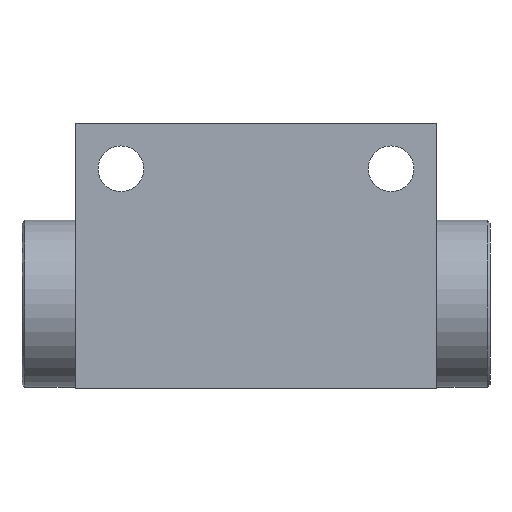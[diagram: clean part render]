
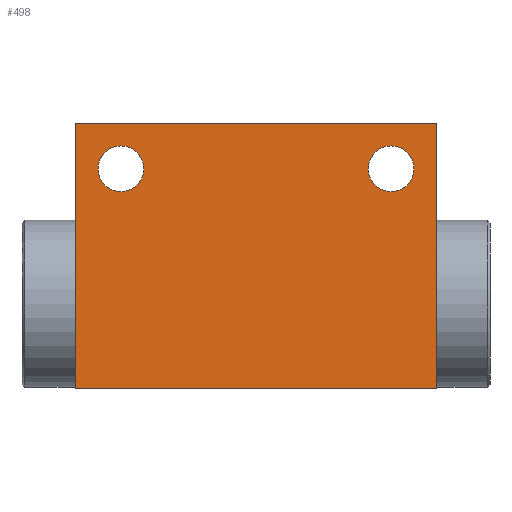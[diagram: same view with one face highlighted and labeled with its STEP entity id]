
A CAD part, front view. The second image highlights one B-rep face of the part: STEP entity #498.
In plain terms, the highlighted planar face has unit normal (0, -1, 0).
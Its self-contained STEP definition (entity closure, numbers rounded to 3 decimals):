
#22=LINE('',#687,#34);
#26=LINE('',#696,#38);
#29=LINE('',#702,#41);
#32=LINE('',#712,#44);
#34=VECTOR('',#585,1000.);
#38=VECTOR('',#591,1000.);
#41=VECTOR('',#596,1000.);
#44=VECTOR('',#605,1000.);
#51=PLANE('',#537);
#87=ORIENTED_EDGE('',*,*,#145,.T.);
#88=ORIENTED_EDGE('',*,*,#146,.T.);
#89=ORIENTED_EDGE('',*,*,#129,.T.);
#90=ORIENTED_EDGE('',*,*,#133,.T.);
#91=ORIENTED_EDGE('',*,*,#136,.T.);
#92=ORIENTED_EDGE('',*,*,#141,.T.);
#129=EDGE_CURVE('',#162,#163,#22,.T.);
#133=EDGE_CURVE('',#163,#166,#26,.T.);
#136=EDGE_CURVE('',#166,#168,#29,.T.);
#141=EDGE_CURVE('',#168,#162,#32,.T.);
#145=EDGE_CURVE('',#174,#174,#195,.T.);
#146=EDGE_CURVE('',#175,#175,#196,.T.);
#162=VERTEX_POINT('',#688);
#163=VERTEX_POINT('',#689);
#166=VERTEX_POINT('',#697);
#168=VERTEX_POINT('',#703);
#174=VERTEX_POINT('',#721);
#175=VERTEX_POINT('',#723);
#195=CIRCLE('',#538,2.15);
#196=CIRCLE('',#539,2.15);
#221=EDGE_LOOP('',(#87));
#222=EDGE_LOOP('',(#88));
#223=EDGE_LOOP('',(#89,#90,#91,#92));
#269=FACE_BOUND('',#221,.T.);
#270=FACE_BOUND('',#222,.T.);
#271=FACE_BOUND('',#223,.T.);
#498=ADVANCED_FACE('',(#269,#270,#271),#51,.T.);
#537=AXIS2_PLACEMENT_3D('',#719,#613,#614);
#538=AXIS2_PLACEMENT_3D('',#720,#615,#616);
#539=AXIS2_PLACEMENT_3D('',#722,#617,#618);
#585=DIRECTION('',(0.,0.,-1.));
#591=DIRECTION('',(1.,0.,0.));
#596=DIRECTION('',(0.,0.,1.));
#605=DIRECTION('',(-1.,0.,0.));
#613=DIRECTION('',(0.,-1.,0.));
#614=DIRECTION('',(0.,0.,-1.));
#615=DIRECTION('',(0.,1.,0.));
#616=DIRECTION('',(0.,0.,-1.));
#617=DIRECTION('',(0.,1.,0.));
#618=DIRECTION('',(0.,0.,-1.));
#687=CARTESIAN_POINT('',(-17.,0.,12.5));
#688=CARTESIAN_POINT('',(-17.,0.,12.5));
#689=CARTESIAN_POINT('',(-17.,0.,-12.5));
#696=CARTESIAN_POINT('',(-17.,0.,-12.5));
#697=CARTESIAN_POINT('',(17.,0.,-12.5));
#702=CARTESIAN_POINT('',(17.,0.,-12.5));
#703=CARTESIAN_POINT('',(17.,0.,12.5));
#712=CARTESIAN_POINT('',(17.,0.,12.5));
#719=CARTESIAN_POINT('',(0.,0.,0.));
#720=CARTESIAN_POINT('',(-12.7,0.,8.2));
#721=CARTESIAN_POINT('',(-12.7,0.,6.05));
#722=CARTESIAN_POINT('',(12.7,0.,8.2));
#723=CARTESIAN_POINT('',(12.7,0.,6.05));
